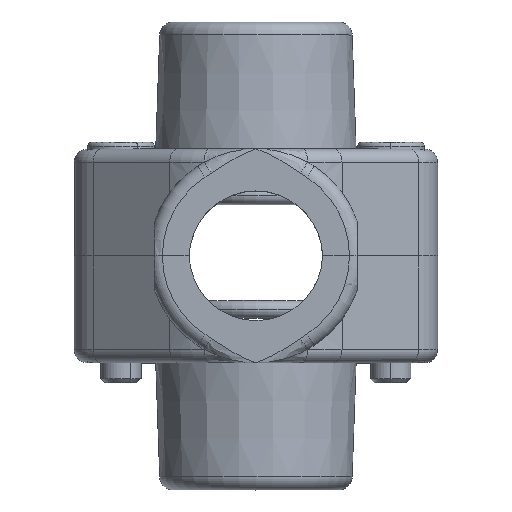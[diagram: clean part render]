
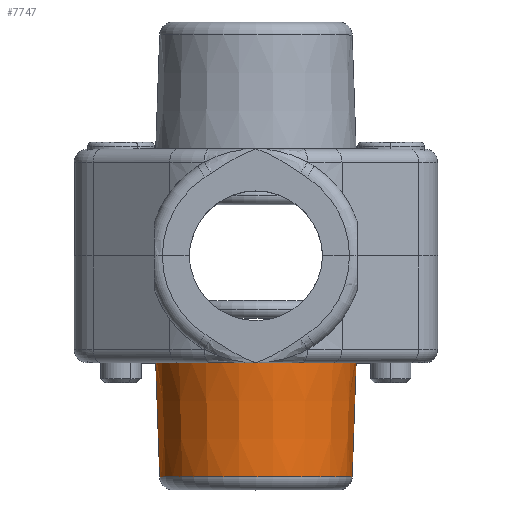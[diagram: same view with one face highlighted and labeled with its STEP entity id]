
A CAD part, top view. The second image highlights one B-rep face of the part: STEP entity #7747.
In plain terms, the highlighted conical face has half-angle 2 degrees and reference radius 15 mm.
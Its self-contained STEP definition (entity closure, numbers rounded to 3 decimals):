
#225 = CIRCLE ( 'NONE', #13737, 15. ) ;
#855 = CIRCLE ( 'NONE', #8831, 14.404 ) ;
#1869 = EDGE_LOOP ( 'NONE', ( #12459, #2569, #3561, #12065 ) ) ;
#2106 = CONICAL_SURFACE ( 'NONE', #11457, 15., 0.035 ) ;
#2569 = ORIENTED_EDGE ( 'NONE', *, *, #7247, .T. ) ;
#2864 = VERTEX_POINT ( 'NONE', #11774 ) ;
#2890 = LINE ( 'NONE', #5706, #14254 ) ;
#3202 = DIRECTION ( 'NONE',  ( 0., 1., 0. ) ) ;
#3500 = DIRECTION ( 'NONE',  ( -0.035, 0.999, 0. ) ) ;
#3523 = EDGE_CURVE ( 'NONE', #3707, #12667, #8059, .T. ) ;
#3561 = ORIENTED_EDGE ( 'NONE', *, *, #3523, .T. ) ;
#3707 = VERTEX_POINT ( 'NONE', #6492 ) ;
#3874 = EDGE_CURVE ( 'NONE', #12667, #8334, #225, .T. ) ;
#4224 = CARTESIAN_POINT ( 'NONE',  ( 0., -16., 0. ) ) ;
#4419 = CARTESIAN_POINT ( 'NONE',  ( 0., -16., 0. ) ) ;
#4611 = DIRECTION ( 'NONE',  ( 1., 0., 0. ) ) ;
#5054 = VECTOR ( 'NONE', #11609, 1000. ) ;
#5546 = DIRECTION ( 'NONE',  ( 1., 0., 0. ) ) ;
#5706 = CARTESIAN_POINT ( 'NONE',  ( -15., -16., 0. ) ) ;
#6270 = CARTESIAN_POINT ( 'NONE',  ( 15., -16., 0. ) ) ;
#6492 = CARTESIAN_POINT ( 'NONE',  ( 14.404, -33.07, 0. ) ) ;
#7247 = EDGE_CURVE ( 'NONE', #2864, #3707, #855, .T. ) ;
#7434 = FACE_OUTER_BOUND ( 'NONE', #1869, .T. ) ;
#7747 = ADVANCED_FACE ( 'NONE', ( #7434 ), #2106, .T. ) ;
#8059 = LINE ( 'NONE', #10468, #5054 ) ;
#8221 = CARTESIAN_POINT ( 'NONE',  ( 0., -33.07, 0. ) ) ;
#8334 = VERTEX_POINT ( 'NONE', #12982 ) ;
#8709 = DIRECTION ( 'NONE',  ( 0., 1., 0. ) ) ;
#8831 = AXIS2_PLACEMENT_3D ( 'NONE', #8221, #3202, #4611 ) ;
#10468 = CARTESIAN_POINT ( 'NONE',  ( 15., -16., 0. ) ) ;
#11457 = AXIS2_PLACEMENT_3D ( 'NONE', #4224, #8709, #12154 ) ;
#11609 = DIRECTION ( 'NONE',  ( 0.035, 0.999, 0. ) ) ;
#11774 = CARTESIAN_POINT ( 'NONE',  ( -14.404, -33.07, 0. ) ) ;
#12065 = ORIENTED_EDGE ( 'NONE', *, *, #3874, .T. ) ;
#12154 = DIRECTION ( 'NONE',  ( 1., 0., 0. ) ) ;
#12359 = DIRECTION ( 'NONE',  ( 0., -1., 0. ) ) ;
#12459 = ORIENTED_EDGE ( 'NONE', *, *, #13014, .F. ) ;
#12667 = VERTEX_POINT ( 'NONE', #6270 ) ;
#12982 = CARTESIAN_POINT ( 'NONE',  ( -15., -16., 0. ) ) ;
#13014 = EDGE_CURVE ( 'NONE', #2864, #8334, #2890, .T. ) ;
#13737 = AXIS2_PLACEMENT_3D ( 'NONE', #4419, #12359, #5546 ) ;
#14254 = VECTOR ( 'NONE', #3500, 1000. ) ;
